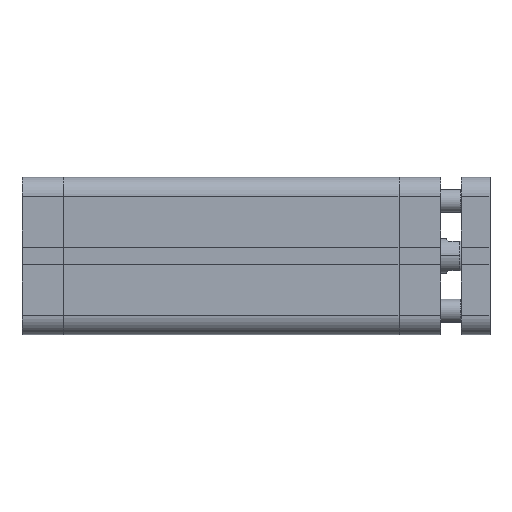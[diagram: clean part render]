
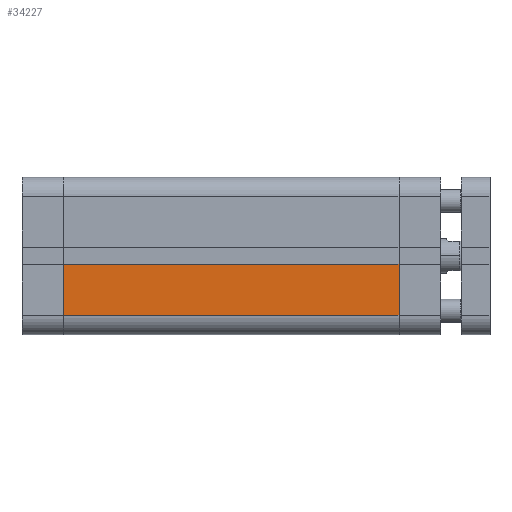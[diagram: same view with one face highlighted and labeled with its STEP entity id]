
A CAD part, front view. The second image highlights one B-rep face of the part: STEP entity #34227.
In plain terms, the highlighted planar face has unit normal (0, -1, 0).
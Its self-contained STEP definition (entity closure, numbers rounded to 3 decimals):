
#233 = EDGE_CURVE ( 'NONE', #788, #6656, #4925, .T. ) ;
#274 = DIRECTION ( 'NONE',  ( 0., 1., 0. ) ) ;
#788 = VERTEX_POINT ( 'NONE', #31304 ) ;
#1057 = VECTOR ( 'NONE', #9980, 1000. ) ;
#1560 = CARTESIAN_POINT ( 'NONE',  ( 116.001, -27.25, -2.8 ) ) ;
#1839 = DIRECTION ( 'NONE',  ( 1., 0., 0. ) ) ;
#4878 = VERTEX_POINT ( 'NONE', #34601 ) ;
#4925 = LINE ( 'NONE', #35367, #19719 ) ;
#6656 = VERTEX_POINT ( 'NONE', #10573 ) ;
#8463 = ORIENTED_EDGE ( 'NONE', *, *, #19536, .T. ) ;
#9980 = DIRECTION ( 'NONE',  ( 0., 0., -1. ) ) ;
#10573 = CARTESIAN_POINT ( 'NONE',  ( 116., -27.25, -20.45 ) ) ;
#10576 = CARTESIAN_POINT ( 'NONE',  ( 116., -27.25, -27.25 ) ) ;
#11899 = ORIENTED_EDGE ( 'NONE', *, *, #233, .T. ) ;
#12612 = DIRECTION ( 'NONE',  ( -1., 0., 0. ) ) ;
#12946 = LINE ( 'NONE', #10576, #19458 ) ;
#13167 = VERTEX_POINT ( 'NONE', #31592 ) ;
#13895 = CARTESIAN_POINT ( 'NONE',  ( 0., -27.25, -27.25 ) ) ;
#15459 = DIRECTION ( 'NONE',  ( 0., 0., -1. ) ) ;
#16432 = LINE ( 'NONE', #13895, #1057 ) ;
#17465 = EDGE_CURVE ( 'NONE', #4878, #6656, #12946, .T. ) ;
#18307 = EDGE_LOOP ( 'NONE', ( #24412, #8463, #11899, #31675 ) ) ;
#18572 = FACE_OUTER_BOUND ( 'NONE', #18307, .T. ) ;
#19458 = VECTOR ( 'NONE', #15459, 1000. ) ;
#19536 = EDGE_CURVE ( 'NONE', #13167, #788, #16432, .T. ) ;
#19719 = VECTOR ( 'NONE', #1839, 1000. ) ;
#20974 = VECTOR ( 'NONE', #12612, 1000. ) ;
#23211 = CARTESIAN_POINT ( 'NONE',  ( 116., -27.25, -27.25 ) ) ;
#24412 = ORIENTED_EDGE ( 'NONE', *, *, #25725, .T. ) ;
#25087 = DIRECTION ( 'NONE',  ( 0., 0., 1. ) ) ;
#25725 = EDGE_CURVE ( 'NONE', #4878, #13167, #26397, .T. ) ;
#26384 = AXIS2_PLACEMENT_3D ( 'NONE', #23211, #274, #25087 ) ;
#26397 = LINE ( 'NONE', #1560, #20974 ) ;
#29636 = PLANE ( 'NONE',  #26384 ) ;
#31304 = CARTESIAN_POINT ( 'NONE',  ( 0., -27.25, -20.45 ) ) ;
#31592 = CARTESIAN_POINT ( 'NONE',  ( 0., -27.25, -2.8 ) ) ;
#31675 = ORIENTED_EDGE ( 'NONE', *, *, #17465, .F. ) ;
#34227 = ADVANCED_FACE ( 'NONE', ( #18572 ), #29636, .F. ) ;
#34601 = CARTESIAN_POINT ( 'NONE',  ( 116., -27.25, -2.8 ) ) ;
#35367 = CARTESIAN_POINT ( 'NONE',  ( 116., -27.25, -20.45 ) ) ;
